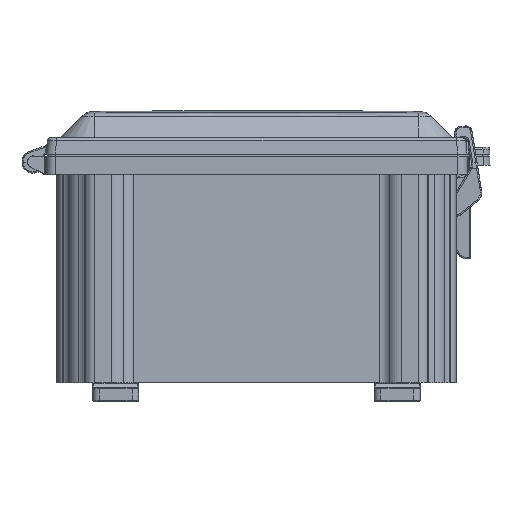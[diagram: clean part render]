
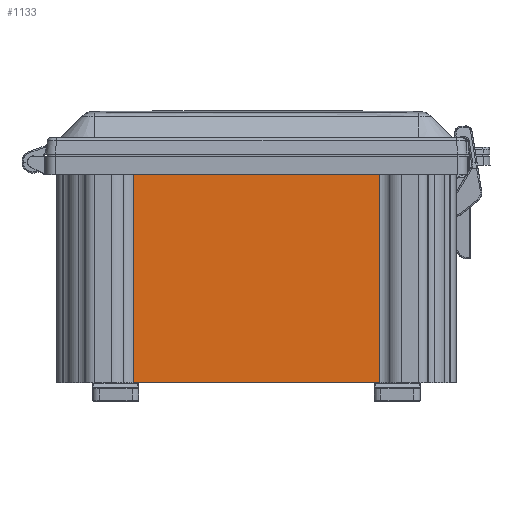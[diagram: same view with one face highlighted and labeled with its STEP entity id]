
A CAD part, front view. The second image highlights one B-rep face of the part: STEP entity #1133.
In plain terms, the highlighted planar face has unit normal (0, -1, 0).
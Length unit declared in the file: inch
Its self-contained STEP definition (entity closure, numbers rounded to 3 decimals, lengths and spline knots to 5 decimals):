
#479 = VERTEX_POINT ( 'NONE', #31414 ) ;
#1133 = ADVANCED_FACE ( 'NONE', ( #69621 ), #70453, .F. ) ;
#5151 = LINE ( 'NONE', #58451, #76528 ) ;
#8081 = ORIENTED_EDGE ( 'NONE', *, *, #39356, .T. ) ;
#14729 = CARTESIAN_POINT ( 'NONE',  ( -3.33965, -6.1149, -20.24185 ) ) ;
#22889 = CARTESIAN_POINT ( 'NONE',  ( 3.33965, -6.1149, -20.24185 ) ) ;
#26336 = CARTESIAN_POINT ( 'NONE',  ( 3.33965, -6.1149, -3.62049 ) ) ;
#27468 = ORIENTED_EDGE ( 'NONE', *, *, #85971, .F. ) ;
#29328 = LINE ( 'NONE', #76895, #41944 ) ;
#31414 = CARTESIAN_POINT ( 'NONE',  ( 3.33965, -6.1149, 2.01951 ) ) ;
#34258 = VERTEX_POINT ( 'NONE', #81747 ) ;
#37372 = ORIENTED_EDGE ( 'NONE', *, *, #50750, .F. ) ;
#39356 = EDGE_CURVE ( 'NONE', #479, #72069, #46003, .T. ) ;
#41944 = VECTOR ( 'NONE', #76470, 39.37008 ) ;
#42011 = LINE ( 'NONE', #14729, #80997 ) ;
#42292 = DIRECTION ( 'NONE',  ( 0., 0., 1. ) ) ;
#44674 = CARTESIAN_POINT ( 'NONE',  ( 3.33965, -6.1149, 2.01951 ) ) ;
#46003 = LINE ( 'NONE', #44674, #51694 ) ;
#50190 = DIRECTION ( 'NONE',  ( 0., 1., 0. ) ) ;
#50750 = EDGE_CURVE ( 'NONE', #53810, #34258, #5151, .T. ) ;
#51694 = VECTOR ( 'NONE', #64510, 39.37008 ) ;
#53810 = VERTEX_POINT ( 'NONE', #26336 ) ;
#54351 = ORIENTED_EDGE ( 'NONE', *, *, #66230, .T. ) ;
#58451 = CARTESIAN_POINT ( 'NONE',  ( 3.33965, -6.1149, -3.62049 ) ) ;
#59323 = DIRECTION ( 'NONE',  ( -1., 0., 0. ) ) ;
#64510 = DIRECTION ( 'NONE',  ( -1., 0., 0. ) ) ;
#65953 = CARTESIAN_POINT ( 'NONE',  ( -3.33965, -6.1149, 2.01951 ) ) ;
#66230 = EDGE_CURVE ( 'NONE', #53810, #479, #29328, .T. ) ;
#69621 = FACE_OUTER_BOUND ( 'NONE', #83045, .T. ) ;
#70453 = PLANE ( 'NONE',  #82671 ) ;
#72069 = VERTEX_POINT ( 'NONE', #65953 ) ;
#75520 = DIRECTION ( 'NONE',  ( 0., 0., 1. ) ) ;
#76470 = DIRECTION ( 'NONE',  ( 0., 0., 1. ) ) ;
#76528 = VECTOR ( 'NONE', #59323, 39.37008 ) ;
#76895 = CARTESIAN_POINT ( 'NONE',  ( 3.33965, -6.1149, -20.24185 ) ) ;
#80997 = VECTOR ( 'NONE', #75520, 39.37008 ) ;
#81747 = CARTESIAN_POINT ( 'NONE',  ( -3.33965, -6.1149, -3.62049 ) ) ;
#82671 = AXIS2_PLACEMENT_3D ( 'NONE', #22889, #50190, #42292 ) ;
#83045 = EDGE_LOOP ( 'NONE', ( #27468, #37372, #54351, #8081 ) ) ;
#85971 = EDGE_CURVE ( 'NONE', #34258, #72069, #42011, .T. ) ;
